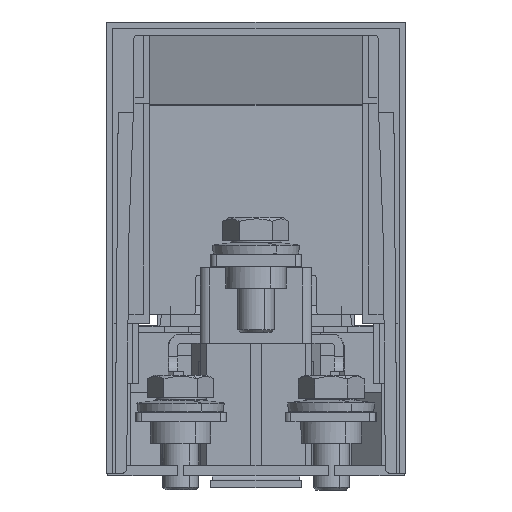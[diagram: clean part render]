
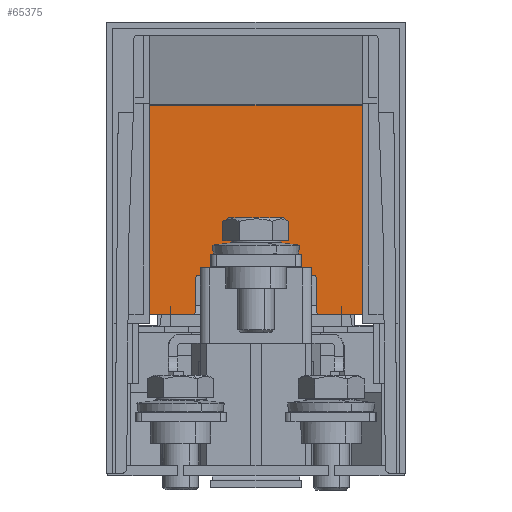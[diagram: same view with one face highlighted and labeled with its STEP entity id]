
A CAD part, front view. The second image highlights one B-rep face of the part: STEP entity #65375.
In plain terms, the highlighted planar face has unit normal (0, -1, 0).
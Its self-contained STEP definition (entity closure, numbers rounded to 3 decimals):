
#60307=DIRECTION('',(-1.,0.,0.));
#60308=VECTOR('',#60307,2.);
#60309=CARTESIAN_POINT('',(-45.5,128.,100.));
#60310=LINE('',#60309,#60308);
#60560=DIRECTION('',(0.,0.,-1.));
#60561=VECTOR('',#60560,1.);
#60562=CARTESIAN_POINT('',(-45.5,128.,100.));
#60563=LINE('',#60562,#60561);
#60567=CARTESIAN_POINT('',(-43.5,128.,99.));
#60568=DIRECTION('',(0.,-1.,0.));
#60569=DIRECTION('',(-1.,0.,0.));
#60570=AXIS2_PLACEMENT_3D('',#60567,#60568,#60569);
#60575=CARTESIAN_POINT('',(-21.,128.,96.));
#60576=DIRECTION('',(0.,1.,0.));
#60577=DIRECTION('',(0.,0.,1.));
#60578=AXIS2_PLACEMENT_3D('',#60575,#60576,#60577);
#60583=CARTESIAN_POINT('',(-19.,128.,85.));
#60584=DIRECTION('',(0.,-1.,0.));
#60585=DIRECTION('',(-1.,0.,0.));
#60586=AXIS2_PLACEMENT_3D('',#60583,#60584,#60585);
#60591=DIRECTION('',(1.,0.,0.));
#60592=VECTOR('',#60591,38.);
#60593=CARTESIAN_POINT('',(-19.,128.,84.));
#60594=LINE('',#60593,#60592);
#60598=CARTESIAN_POINT('',(19.,128.,85.));
#60599=DIRECTION('',(0.,-1.,0.));
#60600=DIRECTION('',(0.,0.,-1.));
#60601=AXIS2_PLACEMENT_3D('',#60598,#60599,#60600);
#60606=DIRECTION('',(0.,0.,1.));
#60607=VECTOR('',#60606,11.);
#60608=CARTESIAN_POINT('',(20.,128.,85.));
#60609=LINE('',#60608,#60607);
#60613=CARTESIAN_POINT('',(21.,128.,96.));
#60614=DIRECTION('',(0.,1.,0.));
#60615=DIRECTION('',(-1.,0.,0.));
#60616=AXIS2_PLACEMENT_3D('',#60613,#60614,#60615);
#60621=DIRECTION('',(1.,0.,0.));
#60622=VECTOR('',#60621,22.5);
#60623=CARTESIAN_POINT('',(21.,128.,97.));
#60624=LINE('',#60623,#60622);
#60628=CARTESIAN_POINT('',(43.5,128.,99.));
#60629=DIRECTION('',(0.,-1.,0.));
#60630=DIRECTION('',(0.,0.,-1.));
#60631=AXIS2_PLACEMENT_3D('',#60628,#60629,#60630);
#60636=DIRECTION('',(1.,0.,0.));
#60637=VECTOR('',#60636,2.);
#60638=CARTESIAN_POINT('',(45.5,128.,100.));
#60639=LINE('',#60638,#60637);
#60643=DIRECTION('',(0.,0.,1.));
#60644=VECTOR('',#60643,72.368);
#60645=CARTESIAN_POINT('',(-47.5,128.,27.632));
#60646=LINE('',#60645,#60644);
#60650=DIRECTION('',(-1.,0.,0.));
#60651=VECTOR('',#60650,22.5);
#60652=CARTESIAN_POINT('',(-21.,128.,97.));
#60653=LINE('',#60652,#60651);
#60671=DIRECTION('',(0.,0.,1.));
#60672=VECTOR('',#60671,11.);
#60673=CARTESIAN_POINT('',(-20.,128.,85.));
#60674=LINE('',#60673,#60672);
#60755=DIRECTION('',(0.,0.,-1.));
#60756=VECTOR('',#60755,1.);
#60757=CARTESIAN_POINT('',(45.5,128.,100.));
#60758=LINE('',#60757,#60756);
#61649=DIRECTION('',(1.,0.,0.));
#61650=VECTOR('',#61649,95.);
#61651=CARTESIAN_POINT('',(-47.5,128.,27.632));
#61652=LINE('',#61651,#61650);
#61726=DIRECTION('',(0.,0.,1.));
#61727=VECTOR('',#61726,72.368);
#61728=CARTESIAN_POINT('',(47.5,128.,27.632));
#61729=LINE('',#61728,#61727);
#64181=CARTESIAN_POINT('',(-45.5,128.,100.));
#64182=VERTEX_POINT('',#64181);
#64183=CARTESIAN_POINT('',(-47.5,128.,100.));
#64184=VERTEX_POINT('',#64183);
#64245=CARTESIAN_POINT('',(-45.5,128.,99.));
#64246=VERTEX_POINT('',#64245);
#64247=CARTESIAN_POINT('',(-43.5,128.,97.));
#64248=VERTEX_POINT('',#64247);
#64249=CARTESIAN_POINT('',(-21.,128.,97.));
#64250=VERTEX_POINT('',#64249);
#64251=CARTESIAN_POINT('',(-20.,128.,96.));
#64252=VERTEX_POINT('',#64251);
#64253=CARTESIAN_POINT('',(-20.,128.,85.));
#64254=VERTEX_POINT('',#64253);
#64255=CARTESIAN_POINT('',(-19.,128.,84.));
#64256=VERTEX_POINT('',#64255);
#64257=CARTESIAN_POINT('',(19.,128.,84.));
#64258=VERTEX_POINT('',#64257);
#64259=CARTESIAN_POINT('',(20.,128.,85.));
#64260=VERTEX_POINT('',#64259);
#64261=CARTESIAN_POINT('',(20.,128.,96.));
#64262=VERTEX_POINT('',#64261);
#64263=CARTESIAN_POINT('',(21.,128.,97.));
#64264=VERTEX_POINT('',#64263);
#64265=CARTESIAN_POINT('',(43.5,128.,97.));
#64266=VERTEX_POINT('',#64265);
#64267=CARTESIAN_POINT('',(45.5,128.,99.));
#64268=VERTEX_POINT('',#64267);
#64269=CARTESIAN_POINT('',(45.5,128.,100.));
#64270=VERTEX_POINT('',#64269);
#64271=CARTESIAN_POINT('',(47.5,128.,100.));
#64272=VERTEX_POINT('',#64271);
#64273=CARTESIAN_POINT('',(47.5,128.,27.632));
#64274=VERTEX_POINT('',#64273);
#64275=CARTESIAN_POINT('',(-47.5,128.,27.632));
#64276=VERTEX_POINT('',#64275);
#65335=CARTESIAN_POINT('',(-49.5,128.,0.));
#65336=DIRECTION('',(0.,-1.,0.));
#65337=DIRECTION('',(1.,0.,0.));
#65338=AXIS2_PLACEMENT_3D('',#65335,#65336,#65337);
#65339=PLANE('',#65338);
#65340=ORIENTED_EDGE('',*,*,#65187,.F.);
#65341=ORIENTED_EDGE('',*,*,#65300,.T.);
#65342=ORIENTED_EDGE('',*,*,#65319,.T.);
#65344=ORIENTED_EDGE('',*,*,#65343,.F.);
#65346=ORIENTED_EDGE('',*,*,#65345,.T.);
#65348=ORIENTED_EDGE('',*,*,#65347,.F.);
#65350=ORIENTED_EDGE('',*,*,#65349,.T.);
#65352=ORIENTED_EDGE('',*,*,#65351,.T.);
#65354=ORIENTED_EDGE('',*,*,#65353,.T.);
#65356=ORIENTED_EDGE('',*,*,#65355,.T.);
#65358=ORIENTED_EDGE('',*,*,#65357,.T.);
#65360=ORIENTED_EDGE('',*,*,#65359,.T.);
#65362=ORIENTED_EDGE('',*,*,#65361,.T.);
#65364=ORIENTED_EDGE('',*,*,#65363,.F.);
#65366=ORIENTED_EDGE('',*,*,#65365,.T.);
#65368=ORIENTED_EDGE('',*,*,#65367,.F.);
#65370=ORIENTED_EDGE('',*,*,#65369,.F.);
#65372=ORIENTED_EDGE('',*,*,#65371,.T.);
#65373=EDGE_LOOP('',(#65340,#65341,#65342,#65344,#65346,#65348,#65350,#65352,
#65354,#65356,#65358,#65360,#65362,#65364,#65366,#65368,#65370,#65372));
#65374=FACE_OUTER_BOUND('',#65373,.F.);
#60571=CIRCLE('',#60570,2.);
#60579=CIRCLE('',#60578,1.);
#60587=CIRCLE('',#60586,1.);
#60602=CIRCLE('',#60601,1.);
#60617=CIRCLE('',#60616,1.);
#60632=CIRCLE('',#60631,2.);
#65187=EDGE_CURVE('',#64182,#64184,#60310,.T.);
#65300=EDGE_CURVE('',#64182,#64246,#60563,.T.);
#65319=EDGE_CURVE('',#64246,#64248,#60571,.T.);
#65343=EDGE_CURVE('',#64250,#64248,#60653,.T.);
#65345=EDGE_CURVE('',#64250,#64252,#60579,.T.);
#65347=EDGE_CURVE('',#64254,#64252,#60674,.T.);
#65349=EDGE_CURVE('',#64254,#64256,#60587,.T.);
#65351=EDGE_CURVE('',#64256,#64258,#60594,.T.);
#65353=EDGE_CURVE('',#64258,#64260,#60602,.T.);
#65355=EDGE_CURVE('',#64260,#64262,#60609,.T.);
#65357=EDGE_CURVE('',#64262,#64264,#60617,.T.);
#65359=EDGE_CURVE('',#64264,#64266,#60624,.T.);
#65361=EDGE_CURVE('',#64266,#64268,#60632,.T.);
#65363=EDGE_CURVE('',#64270,#64268,#60758,.T.);
#65365=EDGE_CURVE('',#64270,#64272,#60639,.T.);
#65367=EDGE_CURVE('',#64274,#64272,#61729,.T.);
#65369=EDGE_CURVE('',#64276,#64274,#61652,.T.);
#65371=EDGE_CURVE('',#64276,#64184,#60646,.T.);
#65375=ADVANCED_FACE('',(#65374),#65339,.T.);
